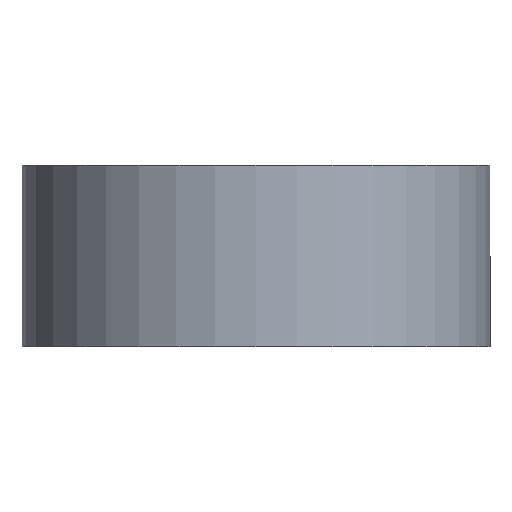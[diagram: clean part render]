
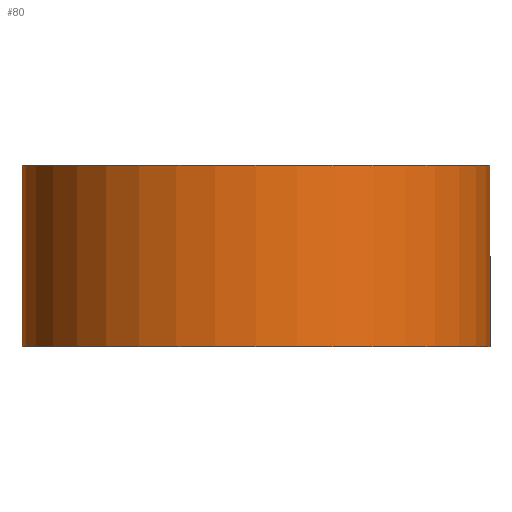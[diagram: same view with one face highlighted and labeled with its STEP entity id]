
A CAD part, front view. The second image highlights one B-rep face of the part: STEP entity #80.
In plain terms, the highlighted cylindrical face has radius 6.458 mm (diameter 12.916 mm), a partial arc.
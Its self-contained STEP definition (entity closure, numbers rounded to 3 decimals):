
#19 = DIRECTION ( 'NONE',  ( 0., 0., -1. ) ) ;
#35 = CYLINDRICAL_SURFACE ( 'NONE', #540, 6.458 ) ;
#80 = ADVANCED_FACE ( 'NONE', ( #437 ), #35, .T. ) ;
#119 = EDGE_CURVE ( 'NONE', #293, #440, #479, .T. ) ;
#129 = ORIENTED_EDGE ( 'NONE', *, *, #179, .F. ) ;
#130 = DIRECTION ( 'NONE',  ( -1., 0., 0. ) ) ;
#146 = ORIENTED_EDGE ( 'NONE', *, *, #196, .F. ) ;
#148 = EDGE_LOOP ( 'NONE', ( #129, #229, #333, #146 ) ) ;
#178 = DIRECTION ( 'NONE',  ( 0., 0., -1. ) ) ;
#179 = EDGE_CURVE ( 'NONE', #293, #450, #422, .T. ) ;
#188 = CARTESIAN_POINT ( 'NONE',  ( -6.458, 0., -1.695 ) ) ;
#191 = DIRECTION ( 'NONE',  ( -1., 0., 0. ) ) ;
#196 = EDGE_CURVE ( 'NONE', #450, #322, #571, .T. ) ;
#212 = EDGE_CURVE ( 'NONE', #440, #322, #640, .T. ) ;
#229 = ORIENTED_EDGE ( 'NONE', *, *, #119, .T. ) ;
#235 = CARTESIAN_POINT ( 'NONE',  ( 0., 0., 3.881 ) ) ;
#239 = DIRECTION ( 'NONE',  ( -1., 0., 0. ) ) ;
#242 = CARTESIAN_POINT ( 'NONE',  ( 0., 0., -1.695 ) ) ;
#256 = CARTESIAN_POINT ( 'NONE',  ( 6.458, 0., -1.119 ) ) ;
#293 = VERTEX_POINT ( 'NONE', #465 ) ;
#322 = VERTEX_POINT ( 'NONE', #364 ) ;
#332 = CARTESIAN_POINT ( 'NONE',  ( 0., 0., -1.119 ) ) ;
#333 = ORIENTED_EDGE ( 'NONE', *, *, #212, .T. ) ;
#364 = CARTESIAN_POINT ( 'NONE',  ( -6.458, 0., -1.119 ) ) ;
#383 = DIRECTION ( 'NONE',  ( 0., 0., -1. ) ) ;
#422 = LINE ( 'NONE', #638, #522 ) ;
#424 = AXIS2_PLACEMENT_3D ( 'NONE', #332, #534, #239 ) ;
#437 = FACE_OUTER_BOUND ( 'NONE', #148, .T. ) ;
#440 = VERTEX_POINT ( 'NONE', #499 ) ;
#450 = VERTEX_POINT ( 'NONE', #256 ) ;
#454 = AXIS2_PLACEMENT_3D ( 'NONE', #235, #178, #130 ) ;
#465 = CARTESIAN_POINT ( 'NONE',  ( 6.458, 0., 3.881 ) ) ;
#467 = VECTOR ( 'NONE', #383, 1000. ) ;
#479 = CIRCLE ( 'NONE', #454, 6.458 ) ;
#499 = CARTESIAN_POINT ( 'NONE',  ( -6.458, 0., 3.881 ) ) ;
#522 = VECTOR ( 'NONE', #19, 1000. ) ;
#534 = DIRECTION ( 'NONE',  ( 0., 0., -1. ) ) ;
#540 = AXIS2_PLACEMENT_3D ( 'NONE', #242, #643, #191 ) ;
#571 = CIRCLE ( 'NONE', #424, 6.458 ) ;
#638 = CARTESIAN_POINT ( 'NONE',  ( 6.458, 0., -1.695 ) ) ;
#640 = LINE ( 'NONE', #188, #467 ) ;
#643 = DIRECTION ( 'NONE',  ( 0., 0., -1. ) ) ;
